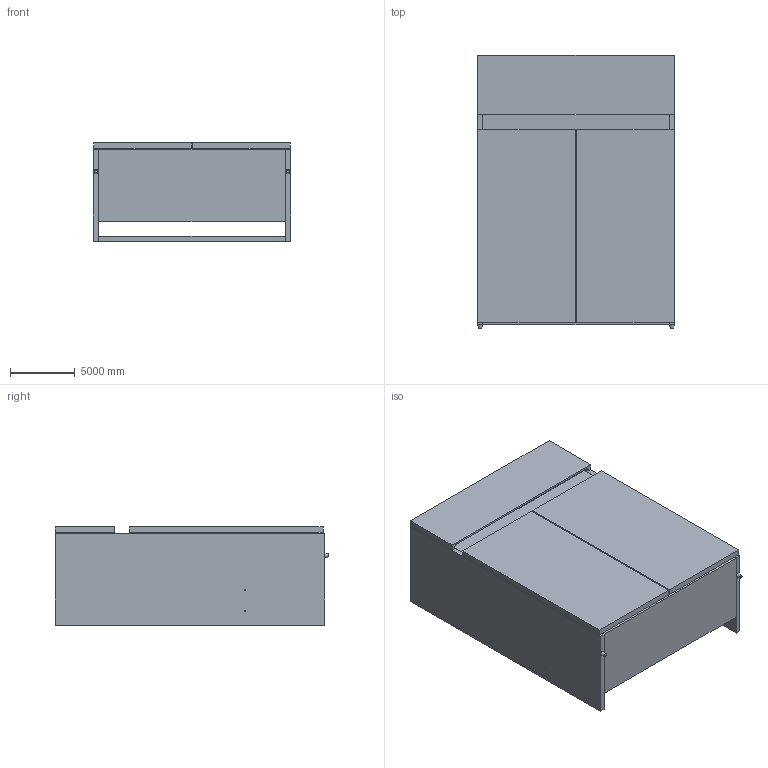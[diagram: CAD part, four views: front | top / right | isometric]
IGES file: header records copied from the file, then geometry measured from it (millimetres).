
Global section: file name: AD37W; native system: AutoCAD 2016 - English; preprocessor: Autodesk Translation Framework DWG producer (atf_dwg_producer); organization: unknown; date: 20180201.185011; units: inch
Bounding box: 15240 x 21145.5 x 7620 mm (x, y, z)
Volume: 332398678259.2 mm3; surface area: 2191535293.8 mm2
Topology: 12 solids, 12 shells, 99 faces, 223 edges, 150 vertices
Faces by surface type: bspline 99
